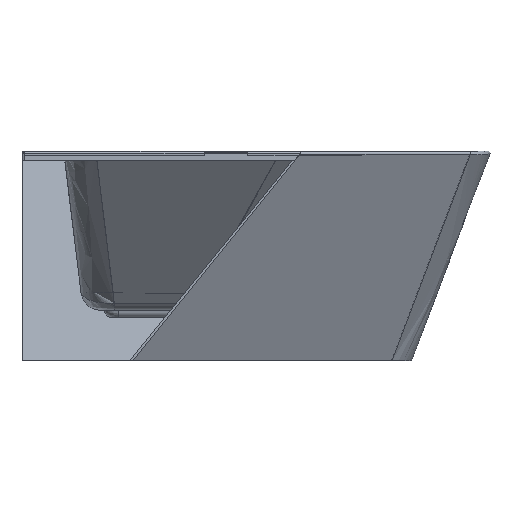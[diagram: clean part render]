
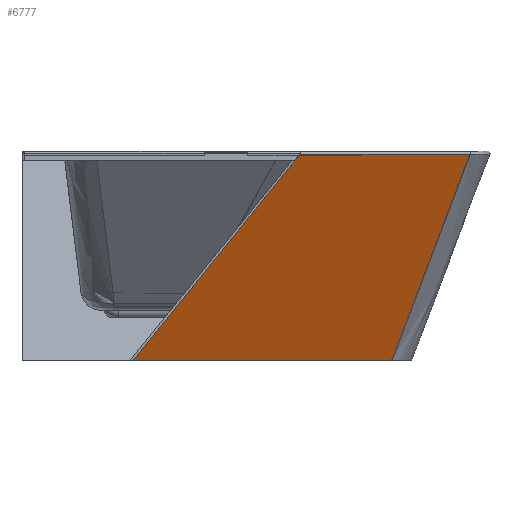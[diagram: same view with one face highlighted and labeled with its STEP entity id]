
A CAD part, front view. The second image highlights one B-rep face of the part: STEP entity #6777.
In plain terms, the highlighted face is planar.
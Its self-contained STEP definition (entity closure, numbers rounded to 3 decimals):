
#5229=CARTESIAN_POINT('',(56.11,345.521,569.822));
#5230=VERTEX_POINT('',#5229);
#5238=CARTESIAN_POINT('',(-415.555,-36.426,569.822));
#5239=VERTEX_POINT('',#5238);
#5240=CARTESIAN_POINT('',(-415.555,-36.426,569.822));
#5241=DIRECTION('',(0.777,0.629,0.));
#5242=VECTOR('',#5241,606.92);
#5243=LINE('',#5240,#5242);
#5244=EDGE_CURVE('',#5239,#5230,#5243,.T.);
#6747=CARTESIAN_POINT('',(-235.835,115.782,580.));
#6748=DIRECTION('',(-0.561,0.692,-0.454));
#6749=DIRECTION('',(-0.629,0.0,0.777));
#6750=AXIS2_PLACEMENT_3D('',#6747,#6748,#6749);
#6751=PLANE('',#6750);
#6752=ORIENTED_EDGE('',*,*,#5244,.T.);
#6753=CARTESIAN_POINT('',(517.463,345.521,0.));
#6754=VERTEX_POINT('',#6753);
#6755=CARTESIAN_POINT('',(517.463,345.521,0.));
#6756=DIRECTION('',(-0.629,0.,0.777));
#6757=VECTOR('',#6756,733.174);
#6758=LINE('',#6755,#6757);
#6759=EDGE_CURVE('',#6754,#5230,#6758,.T.);
#6760=ORIENTED_EDGE('',*,*,#6759,.F.);
#6761=CARTESIAN_POINT('',(-199.292,-234.896,0.));
#6762=VERTEX_POINT('',#6761);
#6763=CARTESIAN_POINT('',(-199.292,-234.896,0.0));
#6764=DIRECTION('',(0.777,0.629,0.0));
#6765=VECTOR('',#6764,922.292);
#6766=LINE('',#6763,#6765);
#6767=EDGE_CURVE('',#6762,#6754,#6766,.T.);
#6768=ORIENTED_EDGE('',*,*,#6767,.F.);
#6769=CARTESIAN_POINT('',(-415.555,-36.426,569.822));
#6770=DIRECTION('',(0.337,-0.31,-0.889));
#6771=VECTOR('',#6770,640.981);
#6772=LINE('',#6769,#6771);
#6773=EDGE_CURVE('',#5239,#6762,#6772,.T.);
#6774=ORIENTED_EDGE('',*,*,#6773,.F.);
#6775=EDGE_LOOP('',(#6752,#6760,#6768,#6774));
#6776=FACE_OUTER_BOUND('',#6775,.T.);
#6777=ADVANCED_FACE('',(#6776),#6751,.T.);
